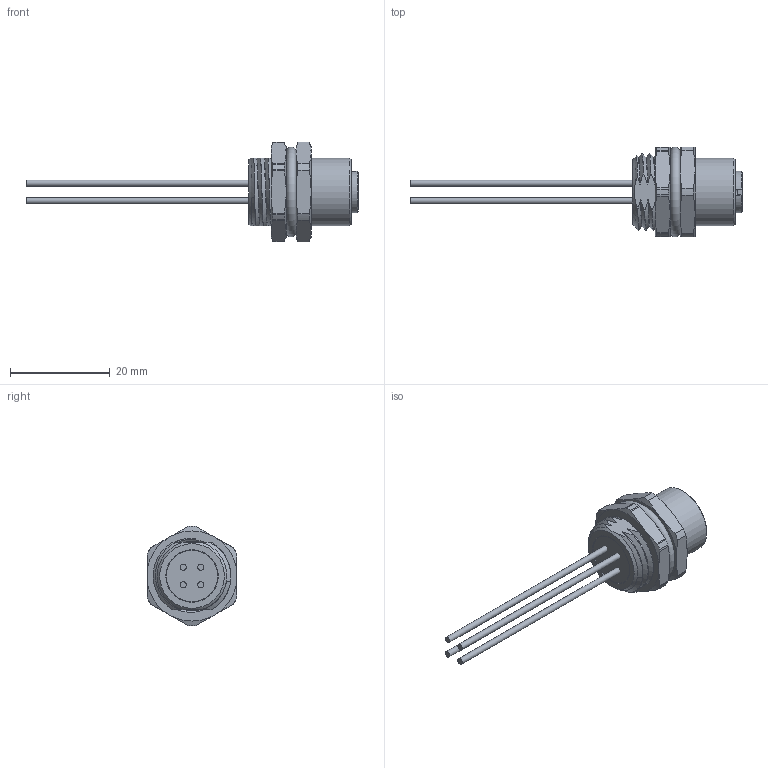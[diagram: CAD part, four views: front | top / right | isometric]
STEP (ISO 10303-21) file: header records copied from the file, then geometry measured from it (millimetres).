
FILE_DESCRIPTION(/* description */ ('Unknown'),/* implementation_level */ '2;1');
FILE_NAME(/* name */ '643362100404',/* time_stamp */ '2024-12-06T14:54:00+01:00',/* author */ ('Unknown'),/* organization */ ('Unknown'),/* preprocessor_version */ 'ST-DEVELOPER v19.4',/* originating_system */ 'Solid Edge',/* authorisation */ 'Unknown');
FILE_SCHEMA (('AUTOMOTIVE_DESIGN {1 0 10303 214 3 1 1}'));
Length unit declared in the file: millimetre
Products named in the file (13): 6433621004xx_With Cable; 6433621004xx; 643362100404; 6433621004xx_Seal_inner; 6433621004xx_Housing; 6433621004xx_Pin; 6433621004xx_Resin; 6433621004xx_Seal_outer; 6433621004xx_Nut; Wire 22AWG Brown; Wire 22AWG White; Wire 22AWG Blue; Wire 22AWG Black
Assembly tree (15 placements, depth 3):
  6433621004xx_With Cable
    6433621004xx
      643362100404
      6433621004xx_Seal_inner
      6433621004xx_Housing
      6433621004xx_Pin  x4
      6433621004xx_Resin
      6433621004xx_Seal_outer
      6433621004xx_Nut
    Wire 22AWG Brown
    Wire 22AWG White
    Wire 22AWG Blue
    Wire 22AWG Black
Bounding box: 66.48 x 18.01 x 20 mm (x, y, z)
Volume: 3914.9 mm3; surface area: 6294.5 mm2
Topology: 14 solids, 14 shells, 452 faces, 1107 edges, 720 vertices
Faces by surface type: plane 188, cylinder 142, cone 86, bspline 25, torus 11
Full cylindrical faces by diameter (mm): 0.77 x4, 1.05 x4, 1.1 x4, 1.2 x4, 1.245 x4, 1.6 x16, 1.7 x9, 1.78 x8, 1.9 x13, 8.3 x1, 8.74 x2, 9.14 x1, 9.16 x1, 9.5 x14, 10.58 x1, 10.6 x1, 13.6 x1
Entity records: 28703 total; most frequent: CARTESIAN_POINT 20699, DIRECTION 1523, ORIENTED_EDGE 1464, EDGE_CURVE 732, AXIS2_PLACEMENT_3D 629, VERTEX_POINT 535, FACE_BOUND 511, EDGE_LOOP 507
